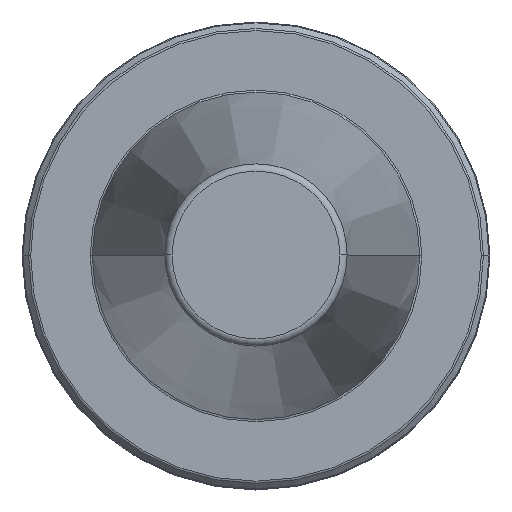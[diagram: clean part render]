
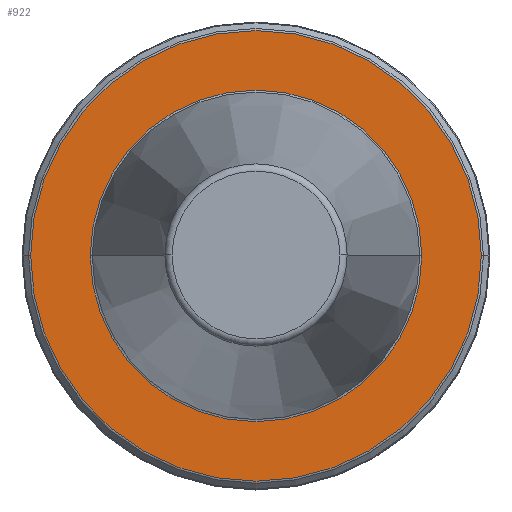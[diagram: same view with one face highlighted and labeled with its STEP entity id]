
A CAD part, top view. The second image highlights one B-rep face of the part: STEP entity #922.
In plain terms, the highlighted planar face has unit normal (0, 0, 1).
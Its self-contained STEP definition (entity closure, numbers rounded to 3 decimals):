
#37 = EDGE_CURVE ( 'NONE', #1234, #982, #539, .T. ) ;
#51 = CARTESIAN_POINT ( 'NONE',  ( -30.584, 0., -3.2 ) ) ;
#125 = DIRECTION ( 'NONE',  ( 1., 0., 0. ) ) ;
#144 = DIRECTION ( 'NONE',  ( 0., 0., 1. ) ) ;
#180 = DIRECTION ( 'NONE',  ( 0., 0., 1. ) ) ;
#185 = DIRECTION ( 'NONE',  ( 1., 0., 0. ) ) ;
#235 = CIRCLE ( 'NONE', #242, 22.5 ) ;
#242 = AXIS2_PLACEMENT_3D ( 'NONE', #273, #921, #365 ) ;
#253 = ORIENTED_EDGE ( 'NONE', *, *, #744, .F. ) ;
#273 = CARTESIAN_POINT ( 'NONE',  ( 0., 0., -3.2 ) ) ;
#281 = CIRCLE ( 'NONE', #894, 30.584 ) ;
#310 = CARTESIAN_POINT ( 'NONE',  ( 30.584, 0., -3.2 ) ) ;
#365 = DIRECTION ( 'NONE',  ( 1., 0., 0. ) ) ;
#396 = DIRECTION ( 'NONE',  ( 1., 0., 0. ) ) ;
#411 = AXIS2_PLACEMENT_3D ( 'NONE', #858, #748, #185 ) ;
#539 = CIRCLE ( 'NONE', #1122, 22.5 ) ;
#557 = FACE_BOUND ( 'NONE', #635, .T. ) ;
#585 = FACE_OUTER_BOUND ( 'NONE', #1161, .T. ) ;
#616 = EDGE_CURVE ( 'NONE', #801, #1100, #653, .T. ) ;
#635 = EDGE_LOOP ( 'NONE', ( #764, #253 ) ) ;
#647 = PLANE ( 'NONE',  #411 ) ;
#653 = CIRCLE ( 'NONE', #944, 30.584 ) ;
#689 = DIRECTION ( 'NONE',  ( 0., 0., 1. ) ) ;
#707 = CARTESIAN_POINT ( 'NONE',  ( 0., 0., -3.2 ) ) ;
#715 = EDGE_CURVE ( 'NONE', #1100, #801, #281, .T. ) ;
#744 = EDGE_CURVE ( 'NONE', #982, #1234, #235, .T. ) ;
#748 = DIRECTION ( 'NONE',  ( 0., 0., 1. ) ) ;
#764 = ORIENTED_EDGE ( 'NONE', *, *, #37, .F. ) ;
#781 = CARTESIAN_POINT ( 'NONE',  ( 0., 0., -3.2 ) ) ;
#795 = CARTESIAN_POINT ( 'NONE',  ( 22.5, 0., -3.2 ) ) ;
#801 = VERTEX_POINT ( 'NONE', #51 ) ;
#811 = ORIENTED_EDGE ( 'NONE', *, *, #715, .T. ) ;
#825 = DIRECTION ( 'NONE',  ( 1., 0., 0. ) ) ;
#858 = CARTESIAN_POINT ( 'NONE',  ( 0., 0., -3.2 ) ) ;
#894 = AXIS2_PLACEMENT_3D ( 'NONE', #707, #144, #825 ) ;
#921 = DIRECTION ( 'NONE',  ( 0., 0., 1. ) ) ;
#922 = ADVANCED_FACE ( 'NONE', ( #585, #557 ), #647, .T. ) ;
#939 = ORIENTED_EDGE ( 'NONE', *, *, #616, .T. ) ;
#944 = AXIS2_PLACEMENT_3D ( 'NONE', #1031, #180, #396 ) ;
#955 = CARTESIAN_POINT ( 'NONE',  ( -22.5, 0., -3.2 ) ) ;
#982 = VERTEX_POINT ( 'NONE', #955 ) ;
#1031 = CARTESIAN_POINT ( 'NONE',  ( 0., 0., -3.2 ) ) ;
#1100 = VERTEX_POINT ( 'NONE', #310 ) ;
#1122 = AXIS2_PLACEMENT_3D ( 'NONE', #781, #689, #125 ) ;
#1161 = EDGE_LOOP ( 'NONE', ( #811, #939 ) ) ;
#1234 = VERTEX_POINT ( 'NONE', #795 ) ;
